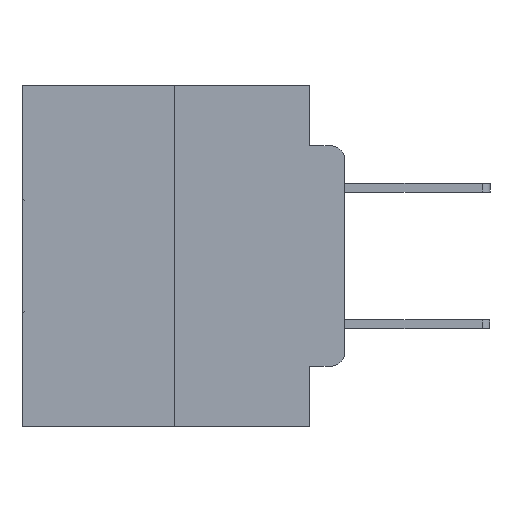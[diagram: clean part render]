
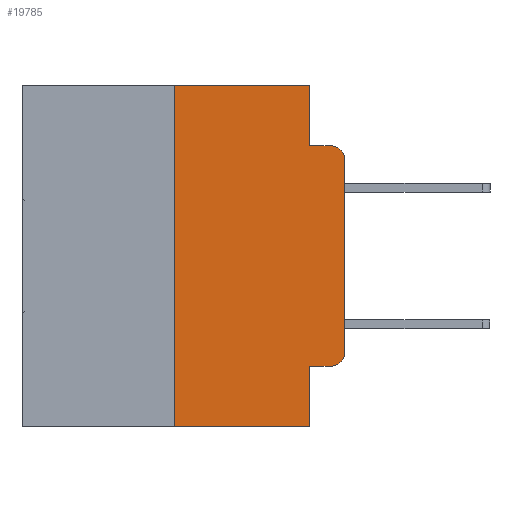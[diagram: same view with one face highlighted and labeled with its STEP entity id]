
A CAD part, left-side view. The second image highlights one B-rep face of the part: STEP entity #19785.
In plain terms, the highlighted planar face has unit normal (-1, 0, 0).
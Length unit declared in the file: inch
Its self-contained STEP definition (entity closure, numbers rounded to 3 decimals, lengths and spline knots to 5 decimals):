
#118 = DIRECTION ( 'NONE',  ( 0., 0., -1. ) ) ;
#410 = AXIS2_PLACEMENT_3D ( 'NONE', #7869, #23809, #10170 ) ;
#609 = DIRECTION ( 'NONE',  ( 0., -1., 0. ) ) ;
#1027 = EDGE_CURVE ( 'NONE', #20735, #11149, #26136, .T. ) ;
#1618 = VERTEX_POINT ( 'NONE', #14470 ) ;
#1860 = CARTESIAN_POINT ( 'NONE',  ( 0., 0.051, 0. ) ) ;
#2155 = DIRECTION ( 'NONE',  ( 0., -1., 0. ) ) ;
#2206 = DIRECTION ( 'NONE',  ( 0., 0., -1. ) ) ;
#2391 = VERTEX_POINT ( 'NONE', #29324 ) ;
#2400 = VECTOR ( 'NONE', #2155, 39.37008 ) ;
#2783 = DIRECTION ( 'NONE',  ( 0., -1., 0. ) ) ;
#2995 = ORIENTED_EDGE ( 'NONE', *, *, #21697, .F. ) ;
#3729 = VECTOR ( 'NONE', #609, 39.37008 ) ;
#4140 = CARTESIAN_POINT ( 'NONE',  ( 0., 0.25, 0. ) ) ;
#4207 = EDGE_CURVE ( 'NONE', #11149, #17592, #14792, .T. ) ;
#4236 = DIRECTION ( 'NONE',  ( 0., -1., 0. ) ) ;
#4367 = CARTESIAN_POINT ( 'NONE',  ( 0., 0.051, 0. ) ) ;
#4794 = ORIENTED_EDGE ( 'NONE', *, *, #20609, .F. ) ;
#5401 = AXIS2_PLACEMENT_3D ( 'NONE', #23926, #10296, #26161 ) ;
#5511 = VERTEX_POINT ( 'NONE', #6557 ) ;
#5561 = EDGE_CURVE ( 'NONE', #24843, #1618, #26011, .T. ) ;
#5885 = CIRCLE ( 'NONE', #5401, 0.02 ) ;
#6065 = LINE ( 'NONE', #22977, #17553 ) ;
#6222 = CARTESIAN_POINT ( 'NONE',  ( 0., 0.02, -0.0885 ) ) ;
#6557 = CARTESIAN_POINT ( 'NONE',  ( 0., 0., -0.3915 ) ) ;
#7869 = CARTESIAN_POINT ( 'NONE',  ( 0., 0.02, -0.3915 ) ) ;
#8811 = ORIENTED_EDGE ( 'NONE', *, *, #4207, .F. ) ;
#8878 = EDGE_CURVE ( 'NONE', #16209, #17592, #5885, .T. ) ;
#9174 = ORIENTED_EDGE ( 'NONE', *, *, #18609, .T. ) ;
#9317 = DIRECTION ( 'NONE',  ( 0., 0., 1. ) ) ;
#9421 = PLANE ( 'NONE',  #16038 ) ;
#9449 = FACE_OUTER_BOUND ( 'NONE', #21794, .T. ) ;
#9884 = CARTESIAN_POINT ( 'NONE',  ( 0., 0.473, 0. ) ) ;
#10128 = VECTOR ( 'NONE', #4236, 39.37008 ) ;
#10170 = DIRECTION ( 'NONE',  ( 0., 0., -1. ) ) ;
#10296 = DIRECTION ( 'NONE',  ( -1., 0., 0. ) ) ;
#10569 = CARTESIAN_POINT ( 'NONE',  ( 0., 0.051, -0.0885 ) ) ;
#11149 = VERTEX_POINT ( 'NONE', #10569 ) ;
#11751 = CARTESIAN_POINT ( 'NONE',  ( 0., 0.473, 0. ) ) ;
#11769 = VERTEX_POINT ( 'NONE', #17717 ) ;
#11950 = EDGE_CURVE ( 'NONE', #5511, #16209, #6065, .T. ) ;
#12218 = CARTESIAN_POINT ( 'NONE',  ( 0., 0.051, -0.4115 ) ) ;
#13465 = ORIENTED_EDGE ( 'NONE', *, *, #11950, .T. ) ;
#14044 = DIRECTION ( 'NONE',  ( 1., 0., 0. ) ) ;
#14470 = CARTESIAN_POINT ( 'NONE',  ( 0., 0.051, -0.5 ) ) ;
#14792 = LINE ( 'NONE', #20299, #10128 ) ;
#15580 = EDGE_CURVE ( 'NONE', #11769, #5511, #19361, .T. ) ;
#15980 = CARTESIAN_POINT ( 'NONE',  ( 0., 0.473, -0.5 ) ) ;
#16038 = AXIS2_PLACEMENT_3D ( 'NONE', #11751, #14044, #118 ) ;
#16209 = VERTEX_POINT ( 'NONE', #25906 ) ;
#16267 = VECTOR ( 'NONE', #2783, 39.37008 ) ;
#16700 = CARTESIAN_POINT ( 'NONE',  ( 0., 0.25, -0.5 ) ) ;
#16979 = LINE ( 'NONE', #9884, #16267 ) ;
#17497 = VECTOR ( 'NONE', #29225, 39.37008 ) ;
#17553 = VECTOR ( 'NONE', #9317, 39.37008 ) ;
#17592 = VERTEX_POINT ( 'NONE', #6222 ) ;
#17717 = CARTESIAN_POINT ( 'NONE',  ( 0., 0.02, -0.4115 ) ) ;
#18113 = DIRECTION ( 'NONE',  ( 0., 0., -1. ) ) ;
#18609 = EDGE_CURVE ( 'NONE', #23378, #11769, #22739, .T. ) ;
#19361 = CIRCLE ( 'NONE', #410, 0.02 ) ;
#19785 = ADVANCED_FACE ( 'NONE', ( #9449 ), #9421, .F. ) ;
#20185 = CARTESIAN_POINT ( 'NONE',  ( 0., 0.051, -0.4115 ) ) ;
#20251 = ORIENTED_EDGE ( 'NONE', *, *, #8878, .T. ) ;
#20299 = CARTESIAN_POINT ( 'NONE',  ( 0., 0.051, -0.0885 ) ) ;
#20609 = EDGE_CURVE ( 'NONE', #2391, #20735, #16979, .T. ) ;
#20735 = VERTEX_POINT ( 'NONE', #28429 ) ;
#21697 = EDGE_CURVE ( 'NONE', #23378, #1618, #21932, .T. ) ;
#21794 = EDGE_LOOP ( 'NONE', ( #13465, #20251, #8811, #27609, #4794, #23784, #25862, #2995, #9174, #27992 ) ) ;
#21932 = LINE ( 'NONE', #4367, #27853 ) ;
#22739 = LINE ( 'NONE', #12218, #3729 ) ;
#22977 = CARTESIAN_POINT ( 'NONE',  ( 0., 0., 0. ) ) ;
#23378 = VERTEX_POINT ( 'NONE', #20185 ) ;
#23525 = LINE ( 'NONE', #4140, #17497 ) ;
#23784 = ORIENTED_EDGE ( 'NONE', *, *, #26176, .F. ) ;
#23809 = DIRECTION ( 'NONE',  ( -1., 0., 0. ) ) ;
#23926 = CARTESIAN_POINT ( 'NONE',  ( 0., 0.02, -0.1085 ) ) ;
#24843 = VERTEX_POINT ( 'NONE', #16700 ) ;
#25428 = VECTOR ( 'NONE', #2206, 39.37008 ) ;
#25862 = ORIENTED_EDGE ( 'NONE', *, *, #5561, .T. ) ;
#25906 = CARTESIAN_POINT ( 'NONE',  ( 0., 0., -0.1085 ) ) ;
#26011 = LINE ( 'NONE', #15980, #2400 ) ;
#26136 = LINE ( 'NONE', #1860, #25428 ) ;
#26161 = DIRECTION ( 'NONE',  ( 0., 0., -1. ) ) ;
#26176 = EDGE_CURVE ( 'NONE', #24843, #2391, #23525, .T. ) ;
#27609 = ORIENTED_EDGE ( 'NONE', *, *, #1027, .F. ) ;
#27853 = VECTOR ( 'NONE', #18113, 39.37008 ) ;
#27992 = ORIENTED_EDGE ( 'NONE', *, *, #15580, .T. ) ;
#28429 = CARTESIAN_POINT ( 'NONE',  ( 0., 0.051, 0. ) ) ;
#29225 = DIRECTION ( 'NONE',  ( 0., 0., 1. ) ) ;
#29324 = CARTESIAN_POINT ( 'NONE',  ( 0., 0.25, 0. ) ) ;
